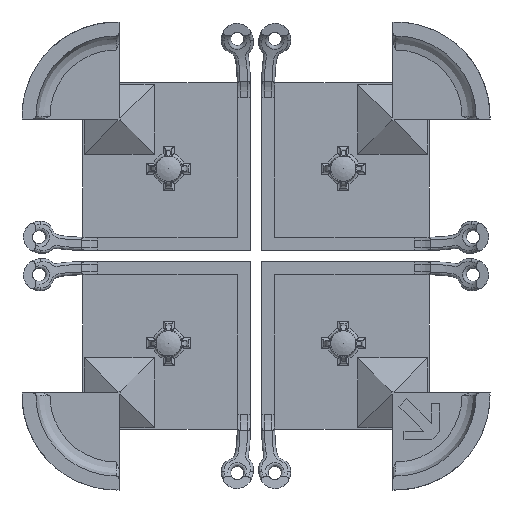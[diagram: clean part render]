
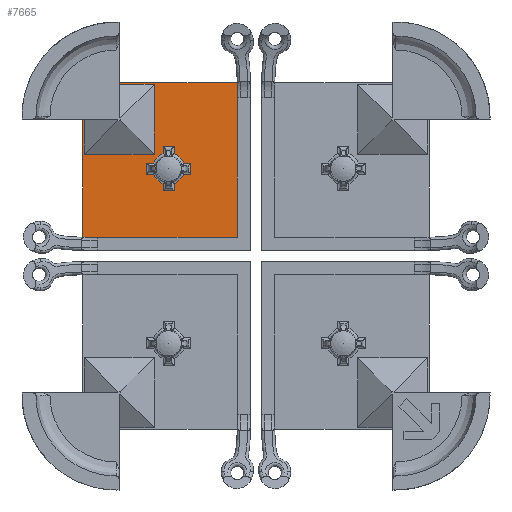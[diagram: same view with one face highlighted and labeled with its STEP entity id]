
A CAD part, front view. The second image highlights one B-rep face of the part: STEP entity #7665.
In plain terms, the highlighted planar face has unit normal (0, -1, 0).
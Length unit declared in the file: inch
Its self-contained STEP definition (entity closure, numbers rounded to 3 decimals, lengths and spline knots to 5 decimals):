
#320=FACE_BOUND('',#1738,.T.);
#521=CIRCLE('',#8015,0.05752);
#524=CIRCLE('',#8022,0.05752);
#525=CIRCLE('',#8030,0.05752);
#527=CIRCLE('',#8051,0.05752);
#529=CIRCLE('',#8070,0.121);
#1286=FACE_OUTER_BOUND('',#1737,.T.);
#1737=EDGE_LOOP('',(#6377,#6378,#6379,#6380,#6381));
#1738=EDGE_LOOP('',(#6382,#6383,#6384,#6385,#6386,#6387,#6388,#6389,#6390,
#6391,#6392,#6393,#6394,#6395,#6396,#6397));
#2186=LINE('',#23307,#2675);
#2188=LINE('',#23330,#2677);
#2190=LINE('',#23336,#2679);
#2192=LINE('',#23419,#2681);
#2194=LINE('',#23427,#2683);
#2197=LINE('',#23474,#2686);
#2198=LINE('',#23479,#2687);
#2201=LINE('',#23487,#2690);
#2203=LINE('',#23493,#2692);
#2205=LINE('',#23498,#2694);
#2207=LINE('',#23506,#2696);
#2209=LINE('',#23514,#2698);
#2216=LINE('',#23569,#2705);
#2217=LINE('',#23571,#2706);
#2218=LINE('',#23573,#2707);
#2219=LINE('',#23574,#2708);
#2675=VECTOR('',#9034,0.02531);
#2677=VECTOR('',#9042,0.03956);
#2679=VECTOR('',#9048,0.02531);
#2681=VECTOR('',#9074,0.02531);
#2683=VECTOR('',#9082,0.03956);
#2686=VECTOR('',#9099,0.02531);
#2687=VECTOR('',#9106,0.02531);
#2690=VECTOR('',#9113,0.03956);
#2692=VECTOR('',#9121,0.02531);
#2694=VECTOR('',#9125,0.02531);
#2696=VECTOR('',#9133,0.03956);
#2698=VECTOR('',#9141,0.02531);
#2705=VECTOR('',#9190,0.479);
#2706=VECTOR('',#9191,0.6);
#2707=VECTOR('',#9192,0.6);
#2708=VECTOR('',#9193,0.479);
#3350=VERTEX_POINT('',#23305);
#3351=VERTEX_POINT('',#23306);
#3355=VERTEX_POINT('',#23329);
#3357=VERTEX_POINT('',#23335);
#3360=VERTEX_POINT('',#23356);
#3367=VERTEX_POINT('',#23384);
#3368=VERTEX_POINT('',#23399);
#3370=VERTEX_POINT('',#23418);
#3373=VERTEX_POINT('',#23426);
#3375=VERTEX_POINT('',#23432);
#3376=VERTEX_POINT('',#23433);
#3382=VERTEX_POINT('',#23473);
#3386=VERTEX_POINT('',#23486);
#3389=VERTEX_POINT('',#23497);
#3392=VERTEX_POINT('',#23505);
#3395=VERTEX_POINT('',#23513);
#3406=VERTEX_POINT('',#23565);
#3407=VERTEX_POINT('',#23566);
#3408=VERTEX_POINT('',#23568);
#3409=VERTEX_POINT('',#23570);
#3410=VERTEX_POINT('',#23572);
#4376=EDGE_CURVE('',#3350,#3351,#2186,.T.);
#4381=EDGE_CURVE('',#3351,#3355,#2188,.T.);
#4384=EDGE_CURVE('',#3355,#3357,#2190,.T.);
#4388=EDGE_CURVE('',#3357,#3360,#521,.T.);
#4396=EDGE_CURVE('',#3367,#3368,#524,.T.);
#4399=EDGE_CURVE('',#3360,#3370,#2192,.T.);
#4403=EDGE_CURVE('',#3370,#3373,#2194,.T.);
#4406=EDGE_CURVE('',#3375,#3376,#525,.T.);
#4413=EDGE_CURVE('',#3376,#3382,#2197,.T.);
#4416=EDGE_CURVE('',#3373,#3375,#2198,.T.);
#4420=EDGE_CURVE('',#3382,#3386,#2201,.T.);
#4424=EDGE_CURVE('',#3386,#3367,#2203,.T.);
#4426=EDGE_CURVE('',#3368,#3389,#2205,.T.);
#4430=EDGE_CURVE('',#3389,#3392,#2207,.T.);
#4434=EDGE_CURVE('',#3392,#3395,#2209,.T.);
#4436=EDGE_CURVE('',#3395,#3350,#527,.T.);
#4454=EDGE_CURVE('',#3406,#3407,#529,.T.);
#4455=EDGE_CURVE('',#3407,#3408,#2216,.T.);
#4456=EDGE_CURVE('',#3408,#3409,#2217,.T.);
#4457=EDGE_CURVE('',#3409,#3410,#2218,.T.);
#4458=EDGE_CURVE('',#3410,#3406,#2219,.T.);
#6377=ORIENTED_EDGE('',*,*,#4454,.T.);
#6378=ORIENTED_EDGE('',*,*,#4455,.T.);
#6379=ORIENTED_EDGE('',*,*,#4456,.T.);
#6380=ORIENTED_EDGE('',*,*,#4457,.T.);
#6381=ORIENTED_EDGE('',*,*,#4458,.T.);
#6382=ORIENTED_EDGE('',*,*,#4406,.F.);
#6383=ORIENTED_EDGE('',*,*,#4416,.F.);
#6384=ORIENTED_EDGE('',*,*,#4403,.F.);
#6385=ORIENTED_EDGE('',*,*,#4399,.F.);
#6386=ORIENTED_EDGE('',*,*,#4388,.F.);
#6387=ORIENTED_EDGE('',*,*,#4384,.F.);
#6388=ORIENTED_EDGE('',*,*,#4381,.F.);
#6389=ORIENTED_EDGE('',*,*,#4376,.F.);
#6390=ORIENTED_EDGE('',*,*,#4436,.F.);
#6391=ORIENTED_EDGE('',*,*,#4434,.F.);
#6392=ORIENTED_EDGE('',*,*,#4430,.F.);
#6393=ORIENTED_EDGE('',*,*,#4426,.F.);
#6394=ORIENTED_EDGE('',*,*,#4396,.F.);
#6395=ORIENTED_EDGE('',*,*,#4424,.F.);
#6396=ORIENTED_EDGE('',*,*,#4420,.F.);
#6397=ORIENTED_EDGE('',*,*,#4413,.F.);
#7311=PLANE('',#8069);
#7665=ADVANCED_FACE('',(#1286,#320),#7311,.F.);
#8015=AXIS2_PLACEMENT_3D('',#23357,#9054,#9055);
#8022=AXIS2_PLACEMENT_3D('',#23400,#9068,#9069);
#8030=AXIS2_PLACEMENT_3D('',#23434,#9088,#9089);
#8051=AXIS2_PLACEMENT_3D('',#23530,#9144,#9145);
#8069=AXIS2_PLACEMENT_3D('',#23564,#9186,#9187);
#8070=AXIS2_PLACEMENT_3D('',#23567,#9188,#9189);
#9034=DIRECTION('',(0.,0.,-1.));
#9042=DIRECTION('',(1.,0.,0.));
#9048=DIRECTION('',(0.,0.,1.));
#9054=DIRECTION('center_axis',(0.,-1.,0.));
#9055=DIRECTION('ref_axis',(0.707,0.,-0.707));
#9068=DIRECTION('center_axis',(0.,-1.,0.));
#9069=DIRECTION('ref_axis',(-0.707,0.,0.707));
#9074=DIRECTION('',(1.,0.,0.));
#9082=DIRECTION('',(0.,0.,1.));
#9088=DIRECTION('center_axis',(0.,-1.,0.));
#9089=DIRECTION('ref_axis',(0.707,0.,0.707));
#9099=DIRECTION('',(0.,0.,1.));
#9106=DIRECTION('',(-1.,0.,0.));
#9113=DIRECTION('',(-1.,0.,0.));
#9121=DIRECTION('',(0.,0.,-1.));
#9125=DIRECTION('',(-1.,0.,0.));
#9133=DIRECTION('',(0.,0.,-1.));
#9141=DIRECTION('',(1.,0.,0.));
#9144=DIRECTION('center_axis',(0.,-1.,0.));
#9145=DIRECTION('ref_axis',(-0.707,0.,-0.707));
#9186=DIRECTION('center_axis',(0.,1.,0.));
#9187=DIRECTION('ref_axis',(-1.,0.,0.));
#9188=DIRECTION('center_axis',(0.,-1.,0.));
#9189=DIRECTION('ref_axis',(0.,0.,-1.));
#9190=DIRECTION('',(0.,0.,-1.));
#9191=DIRECTION('',(1.,0.,0.));
#9192=DIRECTION('',(0.,0.,1.));
#9193=DIRECTION('',(-1.,0.,0.));
#23305=CARTESIAN_POINT('',(-0.33228,0.4,0.25849));
#23306=CARTESIAN_POINT('',(-0.33228,0.4,0.23318));
#23307=CARTESIAN_POINT('',(-0.33228,0.4,0.30999));
#23329=CARTESIAN_POINT('',(-0.29272,0.4,0.23318));
#23330=CARTESIAN_POINT('',(-0.29943,0.4,0.23318));
#23335=CARTESIAN_POINT('',(-0.29272,0.4,0.25849));
#23336=CARTESIAN_POINT('',(-0.29272,0.4,0.30999));
#23356=CARTESIAN_POINT('',(-0.25849,0.4,0.29272));
#23357=CARTESIAN_POINT('Origin',(-0.3125,0.4,0.3125));
#23384=CARTESIAN_POINT('',(-0.33228,0.4,0.36651));
#23399=CARTESIAN_POINT('',(-0.36651,0.4,0.33228));
#23400=CARTESIAN_POINT('Origin',(-0.3125,0.4,0.3125));
#23418=CARTESIAN_POINT('',(-0.23318,0.4,0.29272));
#23419=CARTESIAN_POINT('',(-0.30999,0.4,0.29272));
#23426=CARTESIAN_POINT('',(-0.23318,0.4,0.33228));
#23427=CARTESIAN_POINT('',(-0.23318,0.4,0.32056));
#23432=CARTESIAN_POINT('',(-0.25849,0.4,0.33228));
#23433=CARTESIAN_POINT('',(-0.29272,0.4,0.36651));
#23434=CARTESIAN_POINT('Origin',(-0.3125,0.4,0.3125));
#23473=CARTESIAN_POINT('',(-0.29272,0.4,0.39182));
#23474=CARTESIAN_POINT('',(-0.29272,0.4,0.30999));
#23479=CARTESIAN_POINT('',(-0.30999,0.4,0.33228));
#23486=CARTESIAN_POINT('',(-0.33228,0.4,0.39182));
#23487=CARTESIAN_POINT('',(-0.32056,0.4,0.39182));
#23493=CARTESIAN_POINT('',(-0.33228,0.4,0.30999));
#23497=CARTESIAN_POINT('',(-0.39182,0.4,0.33228));
#23498=CARTESIAN_POINT('',(-0.30999,0.4,0.33228));
#23505=CARTESIAN_POINT('',(-0.39182,0.4,0.29272));
#23506=CARTESIAN_POINT('',(-0.39182,0.4,0.29943));
#23513=CARTESIAN_POINT('',(-0.36651,0.4,0.29272));
#23514=CARTESIAN_POINT('',(-0.30999,0.4,0.29272));
#23530=CARTESIAN_POINT('Origin',(-0.3125,0.4,0.3125));
#23564=CARTESIAN_POINT('Origin',(-0.30749,0.4,0.30749));
#23565=CARTESIAN_POINT('',(-0.499,0.4,0.62));
#23566=CARTESIAN_POINT('',(-0.62,0.4,0.499));
#23567=CARTESIAN_POINT('Origin',(-0.499,0.4,0.499));
#23568=CARTESIAN_POINT('',(-0.62,0.4,0.02));
#23569=CARTESIAN_POINT('',(-0.62,0.4,0.02));
#23570=CARTESIAN_POINT('',(-0.02,0.4,0.02));
#23571=CARTESIAN_POINT('',(-0.02,0.4,0.02));
#23572=CARTESIAN_POINT('',(-0.02,0.4,0.62));
#23573=CARTESIAN_POINT('',(-0.02,0.4,0.62));
#23574=CARTESIAN_POINT('',(-0.499,0.4,0.62));
